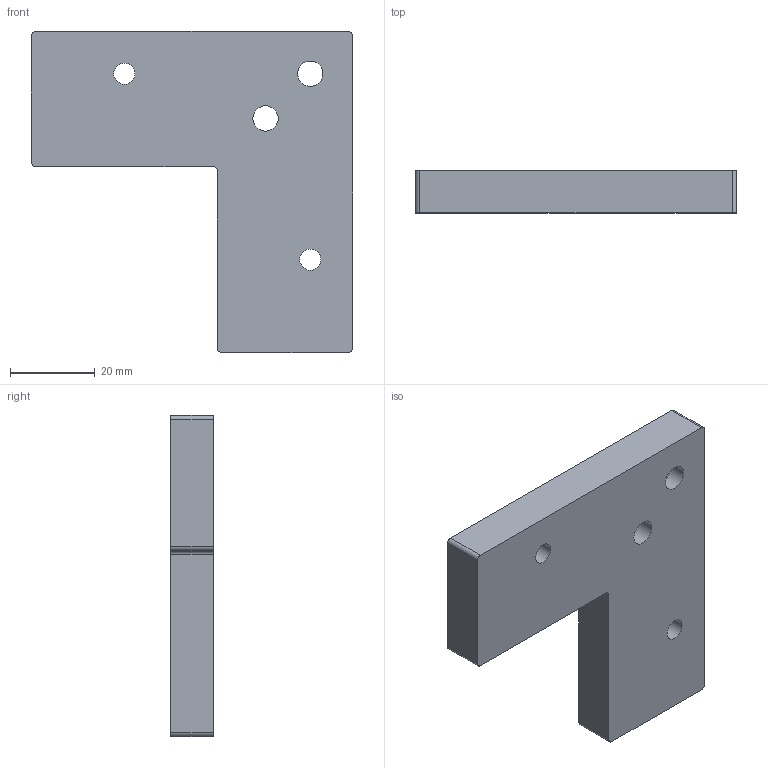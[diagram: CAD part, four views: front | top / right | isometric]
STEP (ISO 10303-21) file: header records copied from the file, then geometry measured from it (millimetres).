
FILE_DESCRIPTION(/* description */ (''),/* implementation_level */ '2;1');
FILE_NAME(/* name */ 'cornerblock v9.step',/* time_stamp */ '2020-04-29T17:53:31+10:00',/* author */ (''),/* organization */ (''),/* preprocessor_version */ 'ST-DEVELOPER v18.1',/* originating_system */ 'Autodesk Translation Framework v9.2.0.1227',/* authorisation */ '');
FILE_SCHEMA (('AUTOMOTIVE_DESIGN { 1 0 10303 214 3 1 1 }'));
Length unit declared in the file: millimetre
Products named in the file (1): cornerblock
Bounding box: 76 x 10 x 76 mm (x, y, z)
Volume: 35976.3 mm3; surface area: 11556.5 mm2
Topology: 1 solids, 1 shells, 31 faces, 84 edges, 59 vertices
Faces by surface type: plane 18, cylinder 13
Full cylindrical faces by diameter (mm): 5 x2, 6 x2, 10 x2, 12 x1
Entity records: 1054 total; most frequent: DIRECTION 183, CARTESIAN_POINT 175, ORIENTED_EDGE 168, EDGE_CURVE 84, AXIS2_PLACEMENT_3D 67, VERTEX_POINT 59, LINE 49, VECTOR 49
